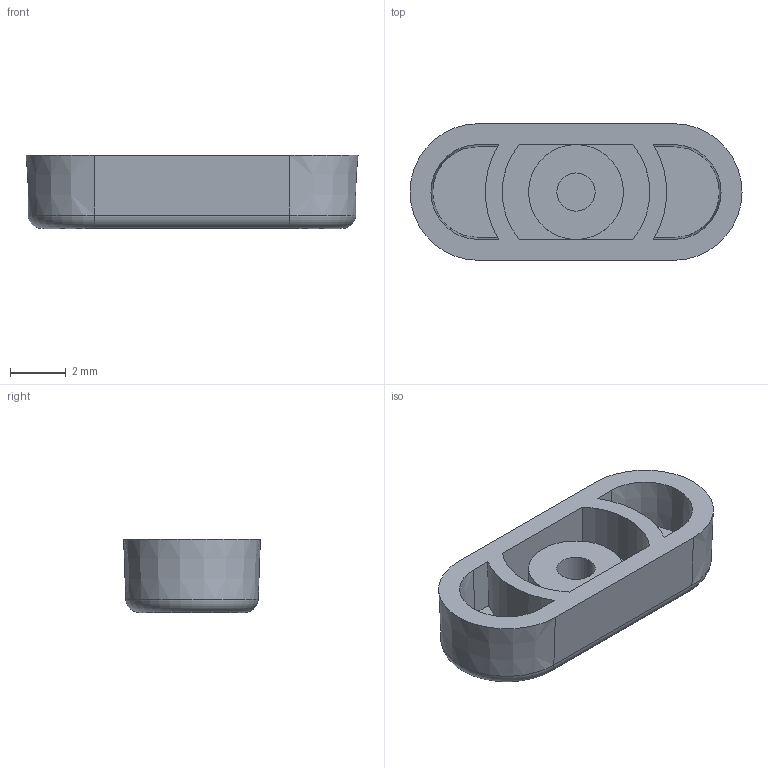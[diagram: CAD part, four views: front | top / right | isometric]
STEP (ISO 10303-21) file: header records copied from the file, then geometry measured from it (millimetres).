
FILE_DESCRIPTION(/* description */ (''),/* implementation_level */ '2;1');
FILE_NAME(/* name */ 'pebble classic big button.step',/* time_stamp */ '2023-05-12T20:10:04+01:00',/* author */ (''),/* organization */ (''),/* preprocessor_version */ 'ST-DEVELOPER v19.2',/* originating_system */ 'Autodesk Translation Framework v12.4.0.73',/* authorisation */ '');
FILE_SCHEMA (('AUTOMOTIVE_DESIGN { 1 0 10303 214 3 1 1 }'));
Length unit declared in the file: millimetre
Products named in the file (1): (Unsaved)
Bounding box: 11.9 x 4.9 x 2.62 mm (x, y, z)
Volume: 89.8 mm3; surface area: 256 mm2
Topology: 1 solids, 1 shells, 31 faces, 67 edges, 42 vertices
Faces by surface type: plane 16, cylinder 9, cone 4, torus 2
Full cylindrical faces by diameter (mm): 1.37 x1
Entity records: 931 total; most frequent: DIRECTION 165, CARTESIAN_POINT 143, ORIENTED_EDGE 138, EDGE_CURVE 69, AXIS2_PLACEMENT_3D 64, VERTEX_POINT 42, LINE 37, VECTOR 37
